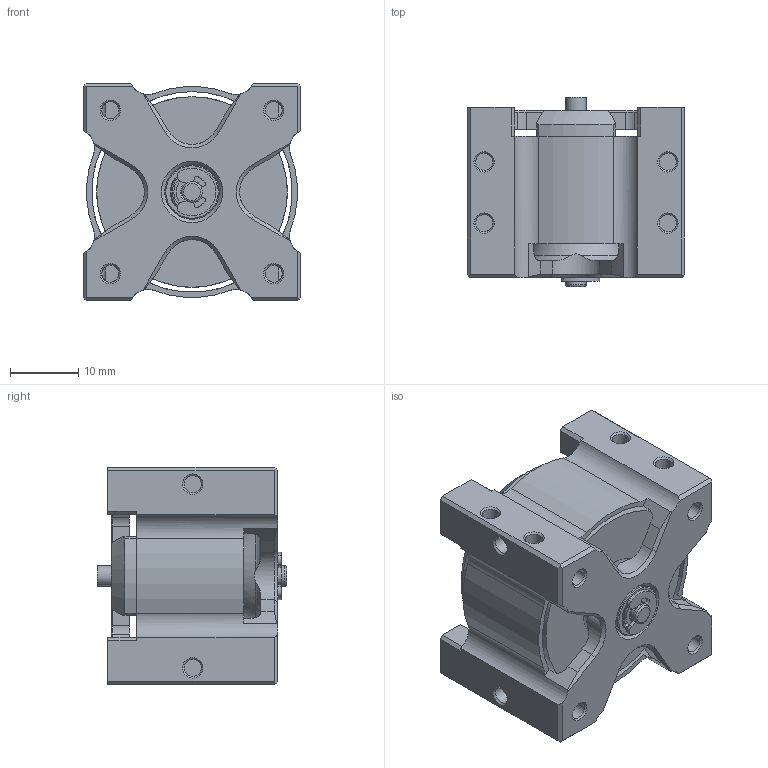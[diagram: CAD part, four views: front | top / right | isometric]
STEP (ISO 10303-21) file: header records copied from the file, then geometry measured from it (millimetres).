
FILE_DESCRIPTION(/* description */ (''),/* implementation_level */ '2;1');
FILE_NAME(/* name */ '2212武器电机.stp',/* time_stamp */ '2023-04-11T15:35:00+08:00',/* author */ ('29515'),/* organization */ (''),/* preprocessor_version */ 'ST-DEVELOPER v18.1',/* originating_system */ 'Autodesk Inventor 2022',/* authorisation */ '');
FILE_SCHEMA (('AUTOMOTIVE_DESIGN { 1 0 10303 214 3 1 1 }'));
Length unit declared in the file: millimetre
Products named in the file (1): 2212电机
Bounding box: 32 x 27.8 x 32 mm (x, y, z)
Volume: 17400.1 mm3; surface area: 10889.7 mm2
Topology: 3 solids, 4 shells, 417 faces, 1156 edges, 734 vertices
Faces by surface type: plane 183, cylinder 111, cone 77, torus 23, bspline 23
Full cylindrical faces by diameter (mm): 2.05 x10, 2.5 x22, 2.8 x1, 3 x3, 3.078 x1, 4.667 x2, 5.333 x2, 6.333 x2, 6.5 x1, 8 x2, 28 x1, 29.5 x1
Entity records: 15780 total; most frequent: CARTESIAN_POINT 4893, ORIENTED_EDGE 2308, DIRECTION 2284, EDGE_CURVE 1154, AXIS2_PLACEMENT_3D 866, VERTEX_POINT 734, LINE 552, VECTOR 552
